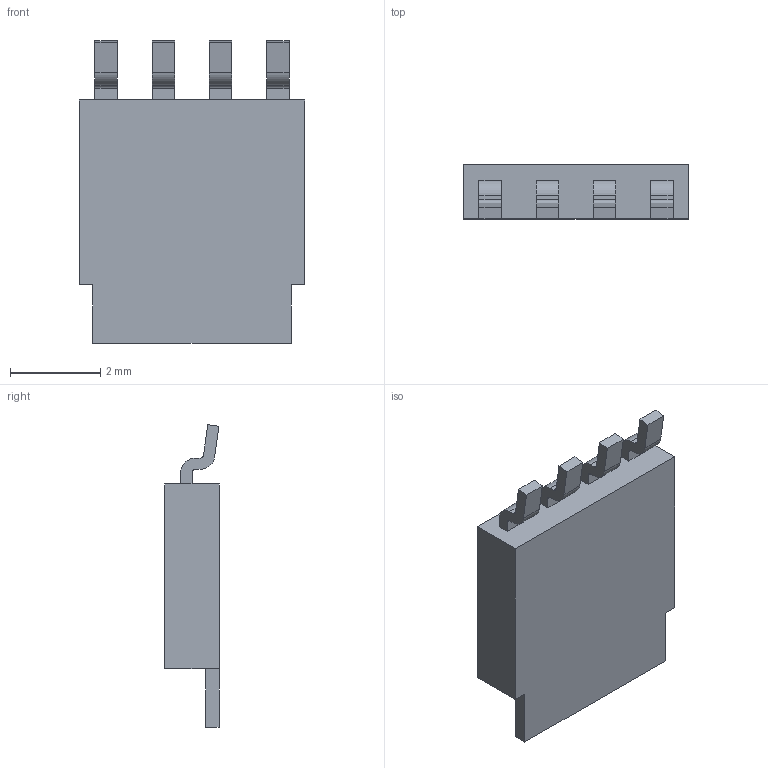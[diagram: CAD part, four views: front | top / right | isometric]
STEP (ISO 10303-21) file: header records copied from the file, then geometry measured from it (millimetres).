
FILE_DESCRIPTION(/* description */ (''),/* implementation_level */ '2;1');
FILE_NAME(/* name */ 'MOSFET-PSMN1R0-30YLC115.ipt.step',/* time_stamp */ '2017-01-04T15:02:04-08:00',/* author */ ('PhillipD'),/* organization */ (''),/* preprocessor_version */ 'ST-DEVELOPER v16.5',/* originating_system */ 'Autodesk Inventor 2017',/* authorisation */ '');
FILE_SCHEMA (('AUTOMOTIVE_DESIGN { 1 0 10303 214 3 1 1 }'));
Length unit declared in the file: millimetre
Products named in the file (1): MOSFET-PSMN1R0-30YLC115
Bounding box: 5 x 1.2 x 6.72 mm (x, y, z)
Volume: 27.1 mm3; surface area: 84.9 mm2
Topology: 1 solids, 1 shells, 62 faces, 168 edges, 112 vertices
Faces by surface type: plane 46, cylinder 16
Entity records: 1994 total; most frequent: CARTESIAN_POINT 343, ORIENTED_EDGE 336, DIRECTION 326, EDGE_CURVE 168, LINE 136, VECTOR 136, VERTEX_POINT 112, AXIS2_PLACEMENT_3D 95
